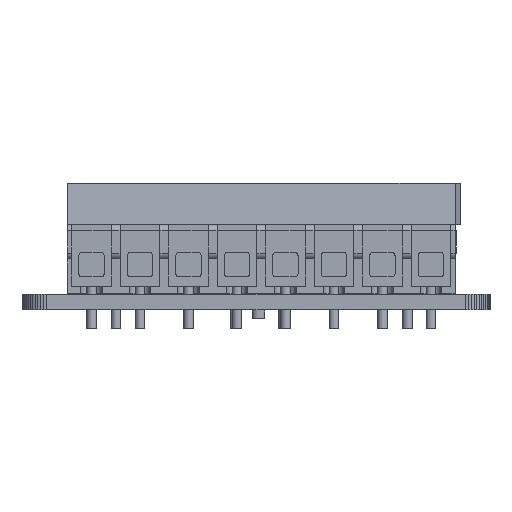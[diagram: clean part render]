
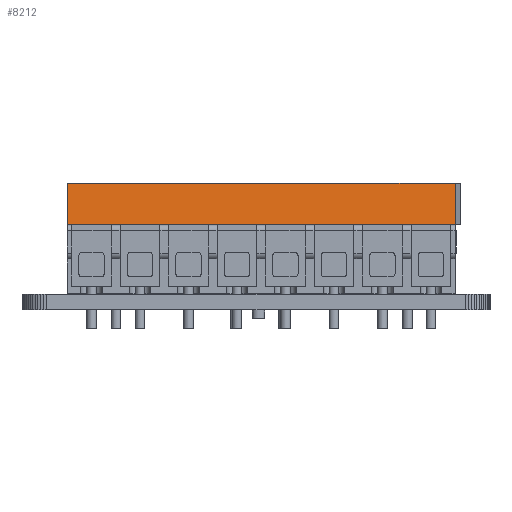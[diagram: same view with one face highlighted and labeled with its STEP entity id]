
A CAD part, front view. The second image highlights one B-rep face of the part: STEP entity #8212.
In plain terms, the highlighted planar face has unit normal (0, -0.993, 0.122).
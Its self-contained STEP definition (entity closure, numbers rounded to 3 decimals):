
#428 = PLANE('',#429);
#429 = AXIS2_PLACEMENT_3D('',#430,#431,#432);
#430 = CARTESIAN_POINT('',(17.5,-3.905,7.1));
#431 = DIRECTION('',(0.,0.,1.));
#432 = DIRECTION('',(0.,1.,0.));
#1685 = VERTEX_POINT('',#1686);
#1686 = CARTESIAN_POINT('',(37.5,-3.506,7.1));
#1700 = PLANE('',#1701);
#1701 = AXIS2_PLACEMENT_3D('',#1702,#1703,#1704);
#1702 = CARTESIAN_POINT('',(37.5,-0.291,5.692));
#1703 = DIRECTION('',(1.,0.,0.));
#1704 = DIRECTION('',(0.,0.,1.));
#1712 = EDGE_CURVE('',#1713,#1685,#1715,.T.);
#1713 = VERTEX_POINT('',#1714);
#1714 = CARTESIAN_POINT('',(-2.5,-3.506,7.1));
#1715 = SURFACE_CURVE('',#1716,(#1720,#1727),.PCURVE_S1.);
#1716 = LINE('',#1717,#1718);
#1717 = CARTESIAN_POINT('',(-2.5,-3.506,7.1));
#1718 = VECTOR('',#1719,1.);
#1719 = DIRECTION('',(1.,0.,0.));
#1720 = PCURVE('',#428,#1721);
#1721 = DEFINITIONAL_REPRESENTATION('',(#1722),#1726);
#1722 = LINE('',#1723,#1724);
#1723 = CARTESIAN_POINT('',(0.399,20.));
#1724 = VECTOR('',#1725,1.);
#1725 = DIRECTION('',(0.,-1.));
#1726 = ( GEOMETRIC_REPRESENTATION_CONTEXT(2) 
PARAMETRIC_REPRESENTATION_CONTEXT() REPRESENTATION_CONTEXT('2D SPACE',''
  ) );
#1727 = PCURVE('',#1728,#1733);
#1728 = PLANE('',#1729);
#1729 = AXIS2_PLACEMENT_3D('',#1730,#1731,#1732);
#1730 = CARTESIAN_POINT('',(-2.5,-2.976,11.4));
#1731 = DIRECTION('',(0.,0.992,-0.122));
#1732 = DIRECTION('',(0.,-0.122,-0.992));
#1733 = DEFINITIONAL_REPRESENTATION('',(#1734),#1738);
#1734 = LINE('',#1735,#1736);
#1735 = CARTESIAN_POINT('',(4.333,0.));
#1736 = VECTOR('',#1737,1.);
#1737 = DIRECTION('',(0.,-1.));
#1738 = ( GEOMETRIC_REPRESENTATION_CONTEXT(2) 
PARAMETRIC_REPRESENTATION_CONTEXT() REPRESENTATION_CONTEXT('2D SPACE',''
  ) );
#1756 = PLANE('',#1757);
#1757 = AXIS2_PLACEMENT_3D('',#1758,#1759,#1760);
#1758 = CARTESIAN_POINT('',(-2.5,-0.291,5.692));
#1759 = DIRECTION('',(-1.,-0.,-0.));
#1760 = DIRECTION('',(0.,0.,-1.));
#7943 = PLANE('',#7944);
#7944 = AXIS2_PLACEMENT_3D('',#7945,#7946,#7947);
#7945 = CARTESIAN_POINT('',(17.53,-0.003,11.4));
#7946 = DIRECTION('',(0.,0.,1.));
#7947 = DIRECTION('',(0.,1.,0.));
#8147 = VERTEX_POINT('',#8148);
#8148 = CARTESIAN_POINT('',(37.5,-2.976,11.4));
#8169 = EDGE_CURVE('',#8147,#1685,#8170,.T.);
#8170 = SURFACE_CURVE('',#8171,(#8175,#8182),.PCURVE_S1.);
#8171 = LINE('',#8172,#8173);
#8172 = CARTESIAN_POINT('',(37.5,-2.976,11.4));
#8173 = VECTOR('',#8174,1.);
#8174 = DIRECTION('',(0.,-0.122,-0.992));
#8175 = PCURVE('',#1700,#8176);
#8176 = DEFINITIONAL_REPRESENTATION('',(#8177),#8181);
#8177 = LINE('',#8178,#8179);
#8178 = CARTESIAN_POINT('',(5.708,2.685));
#8179 = VECTOR('',#8180,1.);
#8180 = DIRECTION('',(-0.992,0.122));
#8181 = ( GEOMETRIC_REPRESENTATION_CONTEXT(2) 
PARAMETRIC_REPRESENTATION_CONTEXT() REPRESENTATION_CONTEXT('2D SPACE',''
  ) );
#8182 = PCURVE('',#1728,#8183);
#8183 = DEFINITIONAL_REPRESENTATION('',(#8184),#8188);
#8184 = LINE('',#8185,#8186);
#8185 = CARTESIAN_POINT('',(0.,-40.));
#8186 = VECTOR('',#8187,1.);
#8187 = DIRECTION('',(1.,0.));
#8188 = ( GEOMETRIC_REPRESENTATION_CONTEXT(2) 
PARAMETRIC_REPRESENTATION_CONTEXT() REPRESENTATION_CONTEXT('2D SPACE',''
  ) );
#8212 = ADVANCED_FACE('',(#8213),#1728,.F.);
#8213 = FACE_BOUND('',#8214,.F.);
#8214 = EDGE_LOOP('',(#8215,#8238,#8239,#8240));
#8215 = ORIENTED_EDGE('',*,*,#8216,.T.);
#8216 = EDGE_CURVE('',#8217,#8147,#8219,.T.);
#8217 = VERTEX_POINT('',#8218);
#8218 = CARTESIAN_POINT('',(-2.5,-2.976,11.4));
#8219 = SURFACE_CURVE('',#8220,(#8224,#8231),.PCURVE_S1.);
#8220 = LINE('',#8221,#8222);
#8221 = CARTESIAN_POINT('',(-2.5,-2.976,11.4));
#8222 = VECTOR('',#8223,1.);
#8223 = DIRECTION('',(1.,0.,0.));
#8224 = PCURVE('',#1728,#8225);
#8225 = DEFINITIONAL_REPRESENTATION('',(#8226),#8230);
#8226 = LINE('',#8227,#8228);
#8227 = CARTESIAN_POINT('',(0.,0.));
#8228 = VECTOR('',#8229,1.);
#8229 = DIRECTION('',(0.,-1.));
#8230 = ( GEOMETRIC_REPRESENTATION_CONTEXT(2) 
PARAMETRIC_REPRESENTATION_CONTEXT() REPRESENTATION_CONTEXT('2D SPACE',''
  ) );
#8231 = PCURVE('',#7943,#8232);
#8232 = DEFINITIONAL_REPRESENTATION('',(#8233),#8237);
#8233 = LINE('',#8234,#8235);
#8234 = CARTESIAN_POINT('',(-2.973,20.03));
#8235 = VECTOR('',#8236,1.);
#8236 = DIRECTION('',(0.,-1.));
#8237 = ( GEOMETRIC_REPRESENTATION_CONTEXT(2) 
PARAMETRIC_REPRESENTATION_CONTEXT() REPRESENTATION_CONTEXT('2D SPACE',''
  ) );
#8238 = ORIENTED_EDGE('',*,*,#8169,.T.);
#8239 = ORIENTED_EDGE('',*,*,#1712,.F.);
#8240 = ORIENTED_EDGE('',*,*,#8241,.F.);
#8241 = EDGE_CURVE('',#8217,#1713,#8242,.T.);
#8242 = SURFACE_CURVE('',#8243,(#8247,#8254),.PCURVE_S1.);
#8243 = LINE('',#8244,#8245);
#8244 = CARTESIAN_POINT('',(-2.5,-2.976,11.4));
#8245 = VECTOR('',#8246,1.);
#8246 = DIRECTION('',(0.,-0.122,-0.992));
#8247 = PCURVE('',#1728,#8248);
#8248 = DEFINITIONAL_REPRESENTATION('',(#8249),#8253);
#8249 = LINE('',#8250,#8251);
#8250 = CARTESIAN_POINT('',(0.,0.));
#8251 = VECTOR('',#8252,1.);
#8252 = DIRECTION('',(1.,0.));
#8253 = ( GEOMETRIC_REPRESENTATION_CONTEXT(2) 
PARAMETRIC_REPRESENTATION_CONTEXT() REPRESENTATION_CONTEXT('2D SPACE',''
  ) );
#8254 = PCURVE('',#1756,#8255);
#8255 = DEFINITIONAL_REPRESENTATION('',(#8256),#8260);
#8256 = LINE('',#8257,#8258);
#8257 = CARTESIAN_POINT('',(-5.708,2.685));
#8258 = VECTOR('',#8259,1.);
#8259 = DIRECTION('',(0.992,0.122));
#8260 = ( GEOMETRIC_REPRESENTATION_CONTEXT(2) 
PARAMETRIC_REPRESENTATION_CONTEXT() REPRESENTATION_CONTEXT('2D SPACE',''
  ) );
